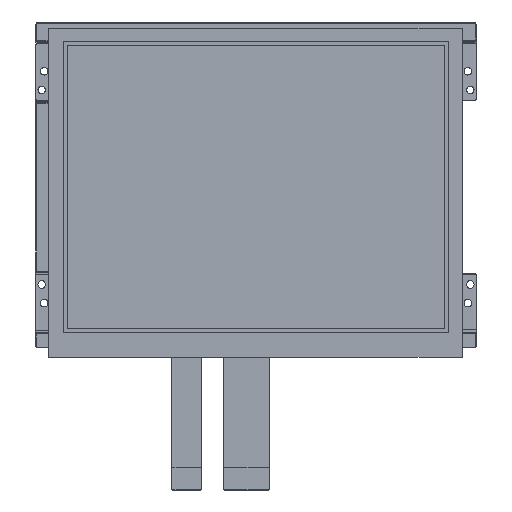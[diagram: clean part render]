
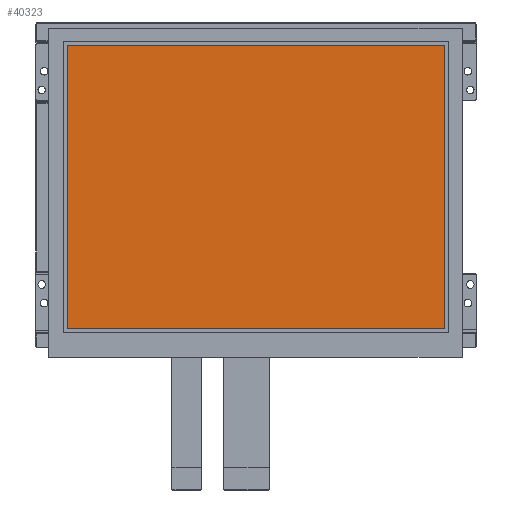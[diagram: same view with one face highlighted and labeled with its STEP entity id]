
A CAD part, top view. The second image highlights one B-rep face of the part: STEP entity #40323.
In plain terms, the highlighted planar face has unit normal (0, 0, 1).
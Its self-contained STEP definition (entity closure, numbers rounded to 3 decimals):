
#2664=FACE_OUTER_BOUND('',#4845,.T.);
#4845=EDGE_LOOP('',(#28145,#28146,#28147,#28148));
#6847=LINE('',#57875,#11521);
#6848=LINE('',#57877,#11522);
#6849=LINE('',#57879,#11523);
#6850=LINE('',#57880,#11524);
#11521=VECTOR('',#45967,10.);
#11522=VECTOR('',#45968,10.);
#11523=VECTOR('',#45969,10.);
#11524=VECTOR('',#45970,10.);
#16173=VERTEX_POINT('',#57873);
#16174=VERTEX_POINT('',#57874);
#16175=VERTEX_POINT('',#57876);
#16176=VERTEX_POINT('',#57878);
#20201=EDGE_CURVE('',#16173,#16174,#6847,.T.);
#20202=EDGE_CURVE('',#16174,#16175,#6848,.T.);
#20203=EDGE_CURVE('',#16175,#16176,#6849,.T.);
#20204=EDGE_CURVE('',#16176,#16173,#6850,.T.);
#28145=ORIENTED_EDGE('',*,*,#20201,.F.);
#28146=ORIENTED_EDGE('',*,*,#20204,.F.);
#28147=ORIENTED_EDGE('',*,*,#20203,.F.);
#28148=ORIENTED_EDGE('',*,*,#20202,.F.);
#38899=PLANE('',#42545);
#40323=ADVANCED_FACE('',(#2664),#38899,.T.);
#42545=AXIS2_PLACEMENT_3D('',#59616,#47411,#47412);
#45967=DIRECTION('',(1.,0.,0.));
#45968=DIRECTION('',(0.,-1.,0.));
#45969=DIRECTION('',(-1.,0.,0.));
#45970=DIRECTION('',(0.,1.,0.));
#47411=DIRECTION('center_axis',(0.,0.,1.));
#47412=DIRECTION('ref_axis',(1.,0.,0.));
#57873=CARTESIAN_POINT('',(-85.45,64.1,0.));
#57874=CARTESIAN_POINT('',(85.45,64.1,0.));
#57875=CARTESIAN_POINT('',(42.525,64.1,0.));
#57876=CARTESIAN_POINT('',(85.45,-64.1,0.));
#57877=CARTESIAN_POINT('',(85.45,-33.325,0.));
#57878=CARTESIAN_POINT('',(-85.45,-64.1,0.));
#57879=CARTESIAN_POINT('',(-42.925,-64.1,0.));
#57880=CARTESIAN_POINT('',(-85.45,30.775,0.));
#59616=CARTESIAN_POINT('Origin',(-0.4,-2.55,0.));
